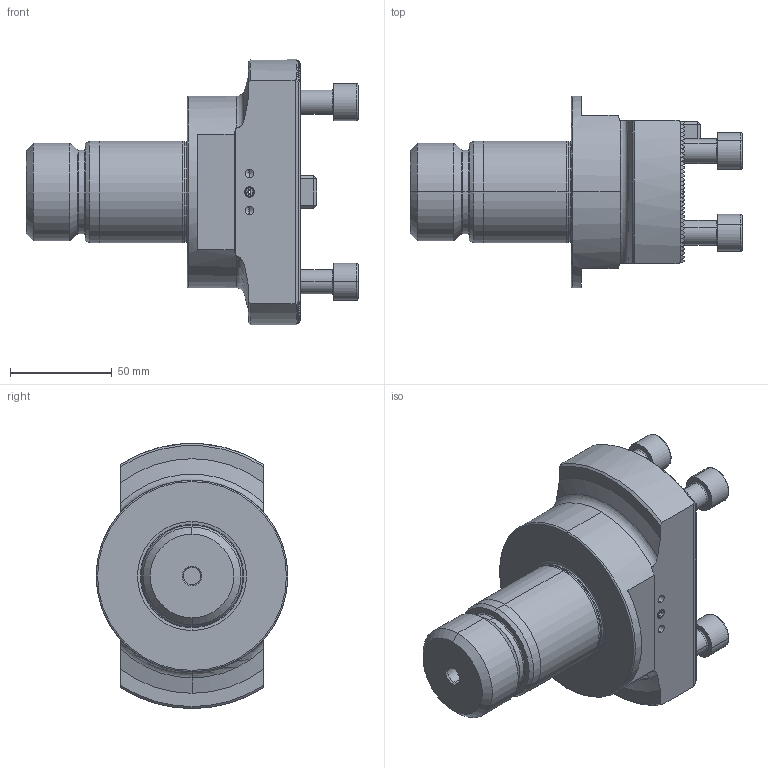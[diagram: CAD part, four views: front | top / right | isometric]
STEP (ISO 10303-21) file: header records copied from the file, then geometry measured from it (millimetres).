
FILE_DESCRIPTION (( 'STEP AP203' ), '1' );
FILE_NAME ('210.940.000C.STEP', '2018-03-07T13:45:10', ( 'SWIAdmin' ), ( 'Hewlett-Packard Company' ), 'SwSTEP 2.0', 'SolidWorks 2017', '' );
FILE_SCHEMA (( 'CONFIG_CONTROL_DESIGN' ));
Length unit declared in the file: millimetre
Products named in the file (7): 210.940.000C; CA9-Ko1.K01.055_A; Ko1-ER1.001.016_A; ISO 4762 M6 x 16; ISO 4762 M12 x 25; ISO 4026 - M5 x 8_ISO 4026 - M5 x 8; DIN 908 - M12x1.5
Assembly tree (10 placements, depth 2):
  210.940.000C
    CA9-Ko1.K01.055_A
    Ko1-ER1.001.016_A
    ISO 4762 M6 x 16
    ISO 4762 M12 x 25  x4
    ISO 4026 - M5 x 8_ISO 4026 - M5 x 8  x2
    DIN 908 - M12x1.5
Bounding box: 162.76 x 94 x 130 mm (x, y, z)
Volume: 548729 mm3; surface area: 77775.7 mm2
Topology: 10 solids, 10 shells, 830 faces, 2228 edges, 1406 vertices
Faces by surface type: plane 480, cylinder 195, cone 116, torus 39
Entity records: 25845 total; most frequent: CARTESIAN_POINT 7458, ORIENTED_EDGE 3968, DIRECTION 3298, EDGE_CURVE 1984, VERTEX_POINT 1283, AXIS2_PLACEMENT_3D 1237, VECTOR 824, LINE 824
